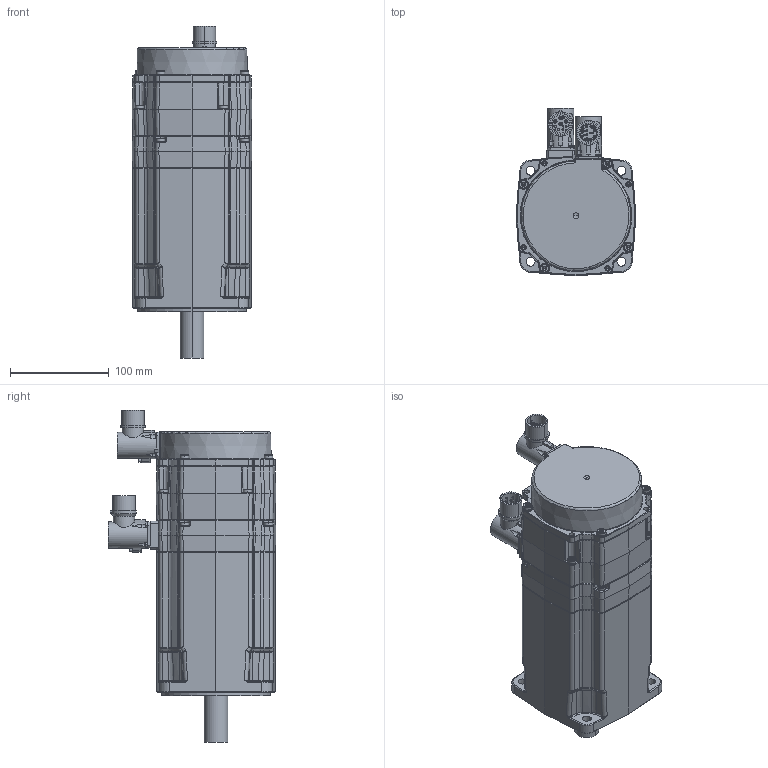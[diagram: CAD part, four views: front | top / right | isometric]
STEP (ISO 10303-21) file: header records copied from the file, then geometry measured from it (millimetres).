
FILE_DESCRIPTION((''),'2;1');
FILE_NAME('NX630EAR7300_SW0001','2004-06-24T',('pr1'),(''),'PRO/ENGINEER BY PARAMETRIC TECHNOLOGY CORPORATION, 2001500','PRO/ENGINEER BY PARAMETRIC TECHNOLOGY CORPORATION, 2001500','');
FILE_SCHEMA(('CONFIG_CONTROL_DESIGN'));
Products named in the file (1): NX630EAR7300_SW0001
Bounding box: 121 x 169.5 x 335.8 mm (x, y, z)
Volume: 3179661.2 mm3; surface area: 169749.4 mm2
Topology: 1 solids, 1 shells, 2638 faces, 6622 edges, 4059 vertices
Faces by surface type: plane 1179, cylinder 596, bspline 425, cone 323, torus 101, sphere 14
Entity records: 107720 total; most frequent: CARTESIAN_POINT 48663, ORIENTED_EDGE 13156, DIRECTION 10872, EDGE_CURVE 6578, VERTEX_POINT 4059, VECTOR 3710, LINE 3710, AXIS2_PLACEMENT_3D 3581
